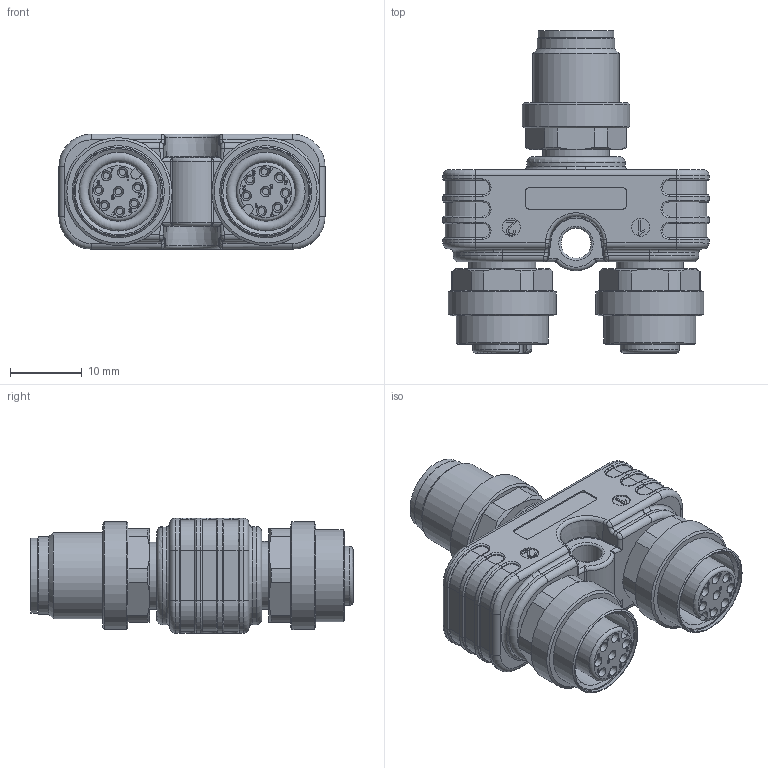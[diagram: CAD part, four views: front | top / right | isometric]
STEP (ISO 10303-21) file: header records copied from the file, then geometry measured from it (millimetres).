
FILE_DESCRIPTION(/* description */ (''),/* implementation_level */ '2;1');
FILE_NAME(/* name */ '5019978___Umspritzung_part_125426.stp',/* time_stamp */ '2017-08-03T16:35:55+02:00',/* author */ (''),/* organization */ (''),/* preprocessor_version */ 'ST-DEVELOPER v16',/* originating_system */ 'SIEMENS PLM Software NX 10.0',/* authorisation */ '');
FILE_SCHEMA (('AUTOMOTIVE_DESIGN { 1 0 10303 214 3 1 1 1 }'));
Length unit declared in the file: millimetre
Products named in the file (1): 5019978___Umspritzung_part_125426
Bounding box: 37 x 44.8 x 16.1 mm (x, y, z)
Volume: 11377.1 mm3; surface area: 6217.5 mm2
Topology: 1 solids, 1 shells, 886 faces, 2235 edges, 1423 vertices
Faces by surface type: plane 309, extrusion 232, cylinder 196, torus 64, cone 47, bspline 30, sphere 8
Full cylindrical faces by diameter (mm): 0.8 x8, 0.9 x16, 2.5 x4, 4.2 x1, 8.3 x1, 9.3 x3, 10.5 x1, 10.8 x1, 10.95 x2, 12 x1, 12.3 x2, 12.8 x2, 13.65 x1, 15 x3
Entity records: 28516 total; most frequent: CARTESIAN_POINT 9096, ORIENTED_EDGE 4190, DIRECTION 3358, EDGE_CURVE 2095, VERTEX_POINT 1377, AXIS2_PLACEMENT_3D 1163, EDGE_LOOP 1054, VECTOR 1032
